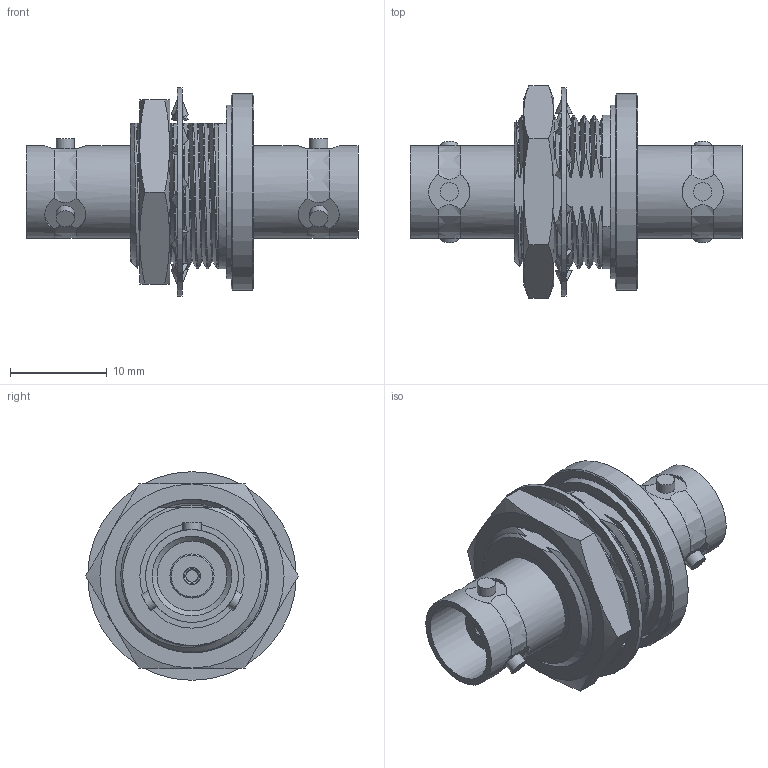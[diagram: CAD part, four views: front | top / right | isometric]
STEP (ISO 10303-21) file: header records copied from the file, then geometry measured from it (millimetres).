
FILE_DESCRIPTION (( 'STEP AP203' ), '1' );
FILE_NAME ('SM6730_3D.step', '2020-10-19T15:43:40', ( '' ), ( '' ), 'SwSTEP 2.0', 'SolidWorks 2018', '' );
FILE_SCHEMA (( 'CONFIG_CONTROL_DESIGN' ));
Length unit declared in the file: inch
Products named in the file (1): SM6730_3D
Bounding box: 34.37 x 22 x 21.59 mm (x, y, z)
Volume: 3814.7 mm3; surface area: 4104.3 mm2
Topology: 4 solids, 4 shells, 251 faces, 716 edges, 483 vertices
Faces by surface type: plane 83, bspline 82, cylinder 56, cone 30
Full cylindrical faces by diameter (mm): 1.27 x2, 1.778 x4, 1.905 x6, 4.572 x2, 8.255 x2, 9.601 x4, 17.958 x1, 18.466 x1, 20.32 x1, 21.59 x1
Entity records: 20461 total; most frequent: CARTESIAN_POINT 14844, ORIENTED_EDGE 1350, DIRECTION 852, EDGE_CURVE 675, VERTEX_POINT 472, AXIS2_PLACEMENT_3D 350, EDGE_LOOP 305, FACE_OUTER_BOUND 275
